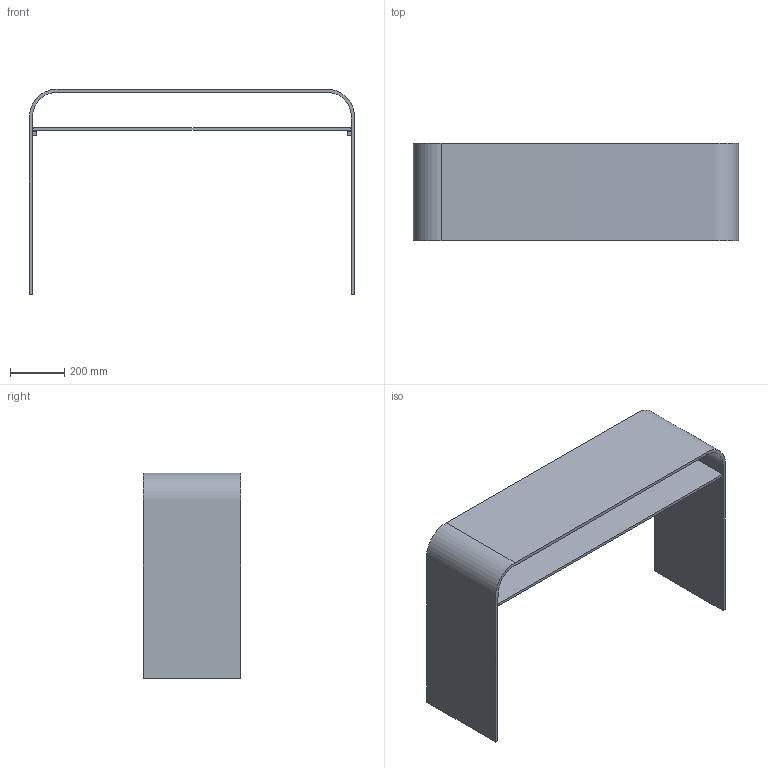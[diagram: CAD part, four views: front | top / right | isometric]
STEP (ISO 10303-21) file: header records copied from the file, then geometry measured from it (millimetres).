
FILE_DESCRIPTION(/* description */ (''),/* implementation_level */ '2;1');
FILE_NAME(/* name */ '1310 - Elementare con Ripiano',/* time_stamp */ '2010-11-03T08:47:36+01:00',/* author */ (''),/* organization */ (''),/* preprocessor_version */ 'ST-DEVELOPER v10',/* originating_system */ '',/* authorisation */ '');
FILE_SCHEMA (('CONFIG_CONTROL_DESIGN'));
Length unit declared in the file: centimetre
Products named in the file (1): 1
Bounding box: 1200 x 360 x 760 mm (x, y, z)
Volume: 30339304.4 mm3; surface area: 2808486.6 mm2
Topology: 10 solids, 10 shells, 53 faces, 99 edges, 66 vertices
Faces by surface type: plane 42, bspline 11
Entity records: 1351 total; most frequent: CARTESIAN_POINT 516, ORIENTED_EDGE 198, EDGE_CURVE 99, B_SPLINE_CURVE_WITH_KNOTS 77, VERTEX_POINT 66, ADVANCED_FACE 53, FACE_OUTER_BOUND 53, EDGE_LOOP 53
